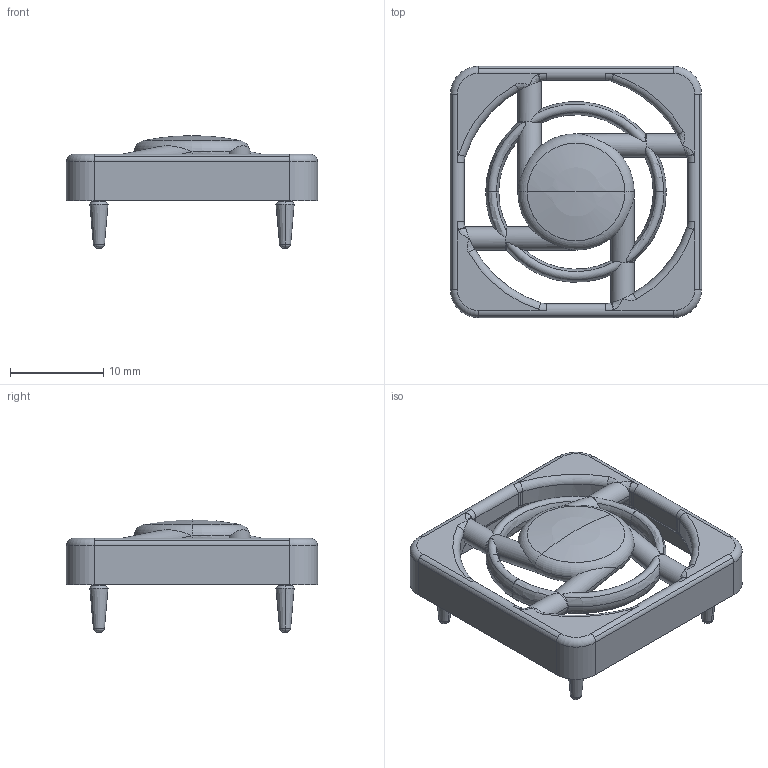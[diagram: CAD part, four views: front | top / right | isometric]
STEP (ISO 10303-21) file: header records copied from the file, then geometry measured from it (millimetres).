
FILE_DESCRIPTION((''),'2;1');
FILE_NAME('SG-25-01.stp','2014-09-02T13:28:53',(''),(''),'Mechanical Desktop.R8.0.24.0','Mechanical Desktop.R8.0.24.0',', , ');
FILE_SCHEMA(('CONFIG_CONTROL_DESIGN'));
Length unit declared in the file: millimetre
Products named in the file (2): SG-25-01A; SG-25-01
Assembly tree (1 placements, depth 2):
  SG-25-01A
    SG-25-01
Bounding box: 27 x 27 x 12.1 mm (x, y, z)
Volume: 1503.7 mm3; surface area: 2281.9 mm2
Topology: 1 solids, 1 shells, 415 faces, 1142 edges, 711 vertices
Faces by surface type: bspline 167, cylinder 84, torus 78, plane 68, cone 16, sphere 2
Entity records: 16064 total; most frequent: CARTESIAN_POINT 6581, ORIENTED_EDGE 2260, DIRECTION 1529, EDGE_CURVE 1130, VERTEX_POINT 711, AXIS2_PLACEMENT_3D 577, B_SPLINE_CURVE_WITH_KNOTS 428, EDGE_LOOP 425
